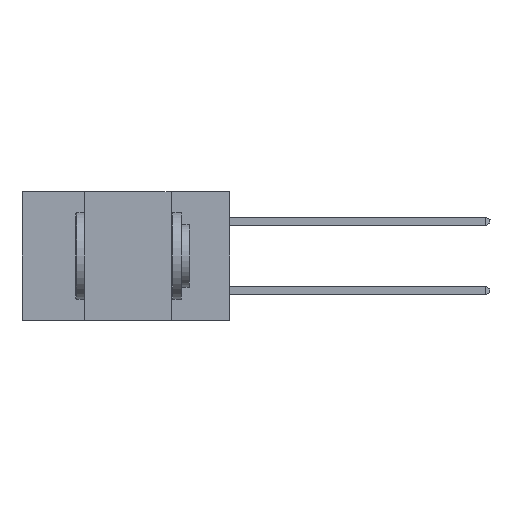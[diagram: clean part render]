
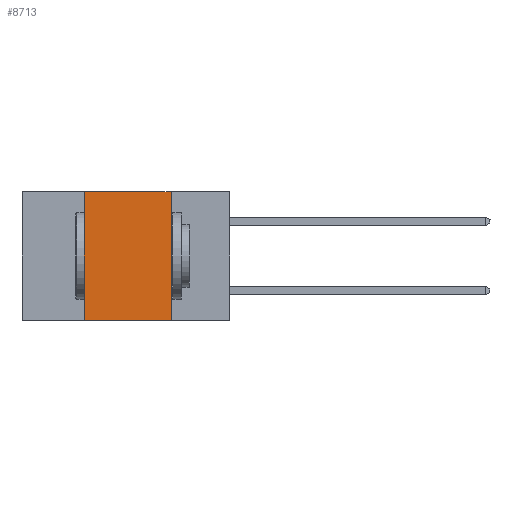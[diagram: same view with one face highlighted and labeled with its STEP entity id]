
A CAD part, left-side view. The second image highlights one B-rep face of the part: STEP entity #8713.
In plain terms, the highlighted planar face has unit normal (-1, 0, 0).
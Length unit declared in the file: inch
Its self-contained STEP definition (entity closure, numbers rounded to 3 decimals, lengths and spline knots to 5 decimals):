
#365 = VECTOR ( 'NONE', #4310, 39.37008 ) ;
#431 = LINE ( 'NONE', #3305, #365 ) ;
#643 = PLANE ( 'NONE',  #12697 ) ;
#1643 = VERTEX_POINT ( 'NONE', #8122 ) ;
#2391 = VECTOR ( 'NONE', #8889, 39.37008 ) ;
#2608 = VECTOR ( 'NONE', #6003, 39.37008 ) ;
#2692 = VECTOR ( 'NONE', #4057, 39.37008 ) ;
#2739 = ORIENTED_EDGE ( 'NONE', *, *, #11549, .T. ) ;
#2741 = DIRECTION ( 'NONE',  ( 0., 0., -1. ) ) ;
#2874 = CARTESIAN_POINT ( 'NONE',  ( 0., 0.6, -0.37 ) ) ;
#3053 = VERTEX_POINT ( 'NONE', #7542 ) ;
#3305 = CARTESIAN_POINT ( 'NONE',  ( 0., 0.42, -0.37 ) ) ;
#3952 = LINE ( 'NONE', #12075, #2608 ) ;
#4011 = VERTEX_POINT ( 'NONE', #9551 ) ;
#4057 = DIRECTION ( 'NONE',  ( 0., -1., 0. ) ) ;
#4187 = LINE ( 'NONE', #2874, #2692 ) ;
#4310 = DIRECTION ( 'NONE',  ( 0., 0., 1. ) ) ;
#4790 = FACE_OUTER_BOUND ( 'NONE', #10155, .T. ) ;
#4949 = CARTESIAN_POINT ( 'NONE',  ( 0., 0.17, -0.37 ) ) ;
#5399 = EDGE_CURVE ( 'NONE', #11429, #4011, #11105, .T. ) ;
#5422 = EDGE_CURVE ( 'NONE', #1643, #11429, #3952, .T. ) ;
#5772 = CARTESIAN_POINT ( 'NONE',  ( 0., 0.6, 0. ) ) ;
#6003 = DIRECTION ( 'NONE',  ( 0., -1., 0. ) ) ;
#7231 = ORIENTED_EDGE ( 'NONE', *, *, #5422, .F. ) ;
#7542 = CARTESIAN_POINT ( 'NONE',  ( 0., 0.42, -0.37 ) ) ;
#8122 = CARTESIAN_POINT ( 'NONE',  ( 0., 0.42, 0. ) ) ;
#8142 = CARTESIAN_POINT ( 'NONE',  ( 0., 0.17, 0. ) ) ;
#8713 = ADVANCED_FACE ( 'NONE', ( #4790 ), #643, .F. ) ;
#8889 = DIRECTION ( 'NONE',  ( 0., 0., -1. ) ) ;
#9551 = CARTESIAN_POINT ( 'NONE',  ( 0., 0.17, -0.37 ) ) ;
#10155 = EDGE_LOOP ( 'NONE', ( #10656, #7231, #10637, #2739 ) ) ;
#10421 = EDGE_CURVE ( 'NONE', #3053, #1643, #431, .T. ) ;
#10637 = ORIENTED_EDGE ( 'NONE', *, *, #10421, .F. ) ;
#10656 = ORIENTED_EDGE ( 'NONE', *, *, #5399, .F. ) ;
#11105 = LINE ( 'NONE', #4949, #2391 ) ;
#11429 = VERTEX_POINT ( 'NONE', #8142 ) ;
#11549 = EDGE_CURVE ( 'NONE', #3053, #4011, #4187, .T. ) ;
#11721 = DIRECTION ( 'NONE',  ( 1., 0., 0. ) ) ;
#12075 = CARTESIAN_POINT ( 'NONE',  ( 0., 0.6, 0. ) ) ;
#12697 = AXIS2_PLACEMENT_3D ( 'NONE', #5772, #11721, #2741 ) ;
